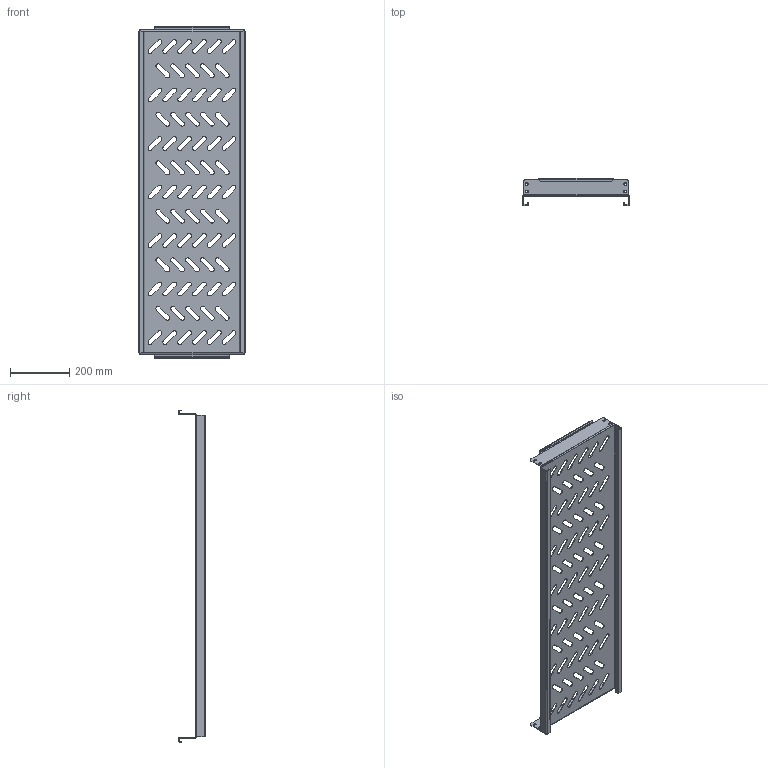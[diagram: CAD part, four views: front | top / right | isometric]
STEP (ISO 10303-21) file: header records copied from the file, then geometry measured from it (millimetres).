
FILE_DESCRIPTION (( 'STEP AP214' ), '1' );
FILE_NAME ('945.324.STEP', '2024-09-25T10:27:00', ( '' ), ( '' ), 'SwSTEP 2.0', 'SolidWorks 2021', '' );
FILE_SCHEMA (( 'AUTOMOTIVE_DESIGN' ));
Length unit declared in the file: millimetre
Products named in the file (1): 945.324
Bounding box: 360 x 90 x 1120 mm (x, y, z)
Volume: 989586 mm3; surface area: 1016631.1 mm2
Topology: 1 solids, 1 shells, 522 faces, 1472 edges, 952 vertices
Faces by surface type: cylinder 276, plane 238, bspline 8
Entity records: 17694 total; most frequent: CARTESIAN_POINT 3447, DIRECTION 3014, ORIENTED_EDGE 2944, EDGE_CURVE 1472, AXIS2_PLACEMENT_3D 1067, VERTEX_POINT 952, VECTOR 880, LINE 880
